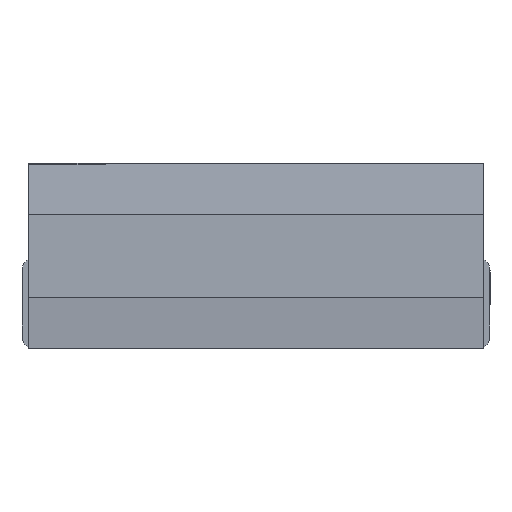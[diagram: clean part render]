
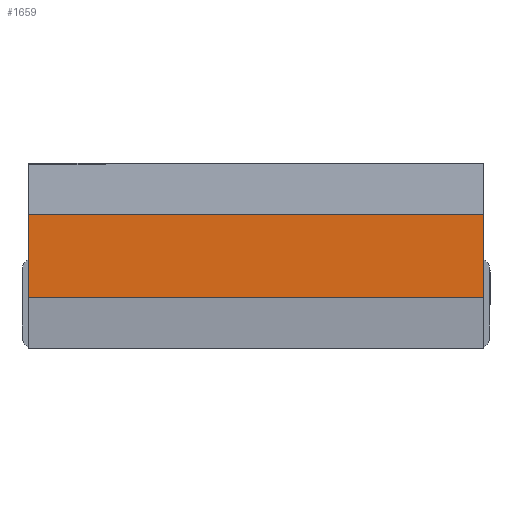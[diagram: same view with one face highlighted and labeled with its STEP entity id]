
A CAD part, front view. The second image highlights one B-rep face of the part: STEP entity #1659.
In plain terms, the highlighted planar face has unit normal (0, -1, 0).
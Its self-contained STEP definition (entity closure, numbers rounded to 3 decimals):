
#121 = DIRECTION ( 'NONE',  ( -1., 0., 0. ) ) ;
#122 = VECTOR ( 'NONE', #121, 1000. ) ;
#123 = CARTESIAN_POINT ( 'NONE',  ( -3.55, -2.15, 2.1 ) ) ;
#124 = LINE ( 'NONE', #123, #122 ) ;
#161 = CARTESIAN_POINT ( 'NONE',  ( -3.55, -2.15, 0.8 ) ) ;
#1474 = VERTEX_POINT ( 'NONE', #2621 ) ;
#1477 = VERTEX_POINT ( 'NONE', #2618 ) ;
#1481 = EDGE_CURVE ( 'NONE', #1474, #1477, #2634, .T. ) ;
#1600 = VERTEX_POINT ( 'NONE', #2253 ) ;
#1632 = EDGE_CURVE ( 'NONE', #1600, #1823, #2385, .T. ) ;
#1659 = ADVANCED_FACE ( 'NONE', ( #2689 ), #2729, .F. ) ;
#1660 = EDGE_LOOP ( 'NONE', ( #1822, #1816, #1736, #1790 ) ) ;
#1710 = EDGE_CURVE ( 'NONE', #1823, #1477, #2810, .T. ) ;
#1736 = ORIENTED_EDGE ( 'NONE', *, *, #1481, .F. ) ;
#1784 = EDGE_CURVE ( 'NONE', #1474, #1600, #124, .T. ) ;
#1790 = ORIENTED_EDGE ( 'NONE', *, *, #1784, .T. ) ;
#1816 = ORIENTED_EDGE ( 'NONE', *, *, #1710, .T. ) ;
#1822 = ORIENTED_EDGE ( 'NONE', *, *, #1632, .T. ) ;
#1823 = VERTEX_POINT ( 'NONE', #161 ) ;
#2253 = CARTESIAN_POINT ( 'NONE',  ( -3.55, -2.15, 2.1 ) ) ;
#2382 = DIRECTION ( 'NONE',  ( 0., 0., -1. ) ) ;
#2383 = VECTOR ( 'NONE', #2382, 1000. ) ;
#2384 = CARTESIAN_POINT ( 'NONE',  ( -3.55, -2.15, 2.9 ) ) ;
#2385 = LINE ( 'NONE', #2384, #2383 ) ;
#2618 = CARTESIAN_POINT ( 'NONE',  ( 3.55, -2.15, 0.8 ) ) ;
#2621 = CARTESIAN_POINT ( 'NONE',  ( 3.55, -2.15, 2.1 ) ) ;
#2631 = DIRECTION ( 'NONE',  ( 0., 0., -1. ) ) ;
#2632 = VECTOR ( 'NONE', #2631, 1000. ) ;
#2633 = CARTESIAN_POINT ( 'NONE',  ( 3.55, -2.15, 2.9 ) ) ;
#2634 = LINE ( 'NONE', #2633, #2632 ) ;
#2689 = FACE_OUTER_BOUND ( 'NONE', #1660, .T. ) ;
#2725 = DIRECTION ( 'NONE',  ( 0., 0., 1. ) ) ;
#2726 = DIRECTION ( 'NONE',  ( 0., 1., 0. ) ) ;
#2727 = CARTESIAN_POINT ( 'NONE',  ( -3.55, -2.15, 2.9 ) ) ;
#2728 = AXIS2_PLACEMENT_3D ( 'NONE', #2727, #2726, #2725 ) ;
#2729 = PLANE ( 'NONE',  #2728 ) ;
#2807 = DIRECTION ( 'NONE',  ( 1., 0., 0. ) ) ;
#2808 = VECTOR ( 'NONE', #2807, 1000. ) ;
#2809 = CARTESIAN_POINT ( 'NONE',  ( -3.55, -2.15, 0.8 ) ) ;
#2810 = LINE ( 'NONE', #2809, #2808 ) ;
